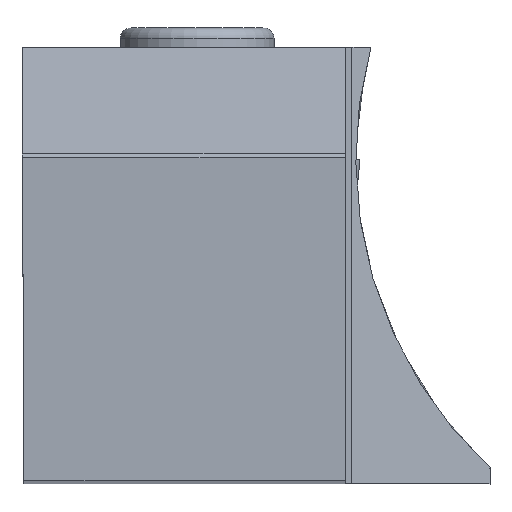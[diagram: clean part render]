
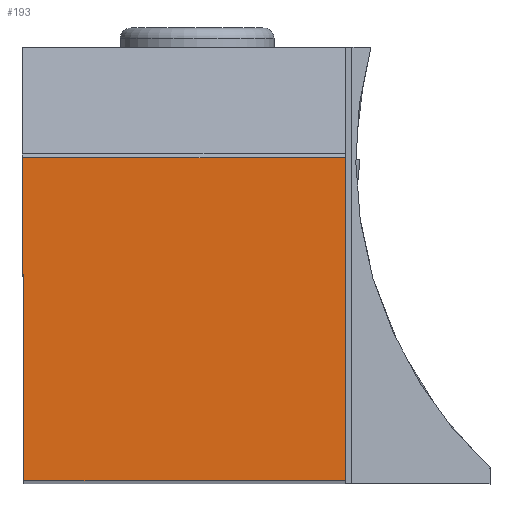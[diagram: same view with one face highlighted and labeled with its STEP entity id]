
A CAD part, top view. The second image highlights one B-rep face of the part: STEP entity #193.
In plain terms, the highlighted planar face has unit normal (0, 0, 1).
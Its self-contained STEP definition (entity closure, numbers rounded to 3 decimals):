
#193=ADVANCED_FACE('BLANK_BOXF006',(#303),#241,.F.);
#241=PLANE('',#1454);
#303=FACE_OUTER_BOUND('',#367,.T.);
#367=EDGE_LOOP('',(#676,#677,#678,#679));
#676=ORIENTED_EDGE('',*,*,#1035,.T.);
#677=ORIENTED_EDGE('',*,*,#1036,.T.);
#678=ORIENTED_EDGE('',*,*,#1031,.T.);
#679=ORIENTED_EDGE('',*,*,#1027,.T.);
#868=VERTEX_POINT('',#2356);
#869=VERTEX_POINT('',#2358);
#871=VERTEX_POINT('',#2366);
#874=VERTEX_POINT('',#2374);
#1027=EDGE_CURVE('',#869,#868,#1153,.T.);
#1031=EDGE_CURVE('',#871,#869,#1157,.T.);
#1035=EDGE_CURVE('',#868,#874,#1161,.T.);
#1036=EDGE_CURVE('',#874,#871,#1162,.T.);
#1153=LINE('',#2357,#1277);
#1157=LINE('',#2365,#1281);
#1161=LINE('',#2373,#1285);
#1162=LINE('',#2375,#1286);
#1277=VECTOR('',#1745,1.);
#1281=VECTOR('',#1753,1.);
#1285=VECTOR('',#1759,1.);
#1286=VECTOR('',#1760,1.);
#1454=AXIS2_PLACEMENT_3D('',#2376,#1761,#1762);
#1745=DIRECTION('',(1.,0.,0.));
#1753=DIRECTION('',(0.004,-1.,0.));
#1759=DIRECTION('',(0.,1.,0.));
#1760=DIRECTION('',(-1.,0.,0.));
#1761=DIRECTION('',(0.,0.,-1.));
#1762=DIRECTION('',(0.,-1.,0.));
#2356=CARTESIAN_POINT('',(24.875,0.,0.));
#2357=CARTESIAN_POINT('',(-150.35,0.,0.));
#2358=CARTESIAN_POINT('',(0.109,0.,0.));
#2365=CARTESIAN_POINT('',(-0.547,150.349,0.));
#2366=CARTESIAN_POINT('',(0.,24.875,0.));
#2373=CARTESIAN_POINT('',(24.875,-150.35,0.));
#2374=CARTESIAN_POINT('',(24.875,24.875,0.));
#2375=CARTESIAN_POINT('',(150.35,24.875,0.));
#2376=CARTESIAN_POINT('',(36.012,-5.,0.));
